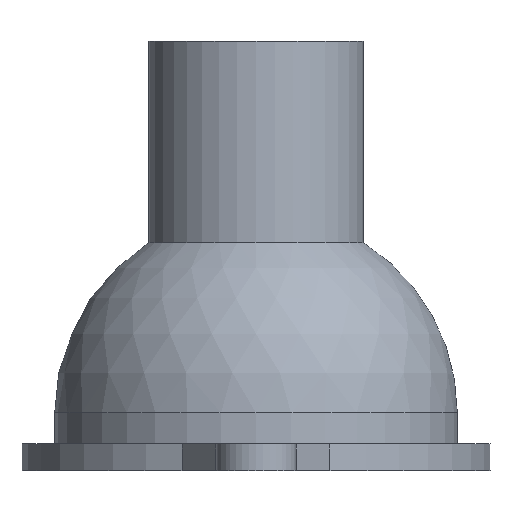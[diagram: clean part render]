
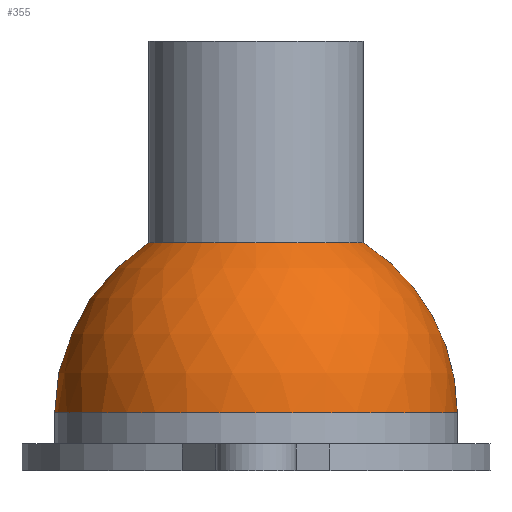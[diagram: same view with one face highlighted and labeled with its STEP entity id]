
A CAD part, front view. The second image highlights one B-rep face of the part: STEP entity #355.
In plain terms, the highlighted spherical face has radius 30 mm.
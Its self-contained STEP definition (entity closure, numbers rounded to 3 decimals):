
#92=FACE_OUTER_BOUND('',#113,.T.);
#113=EDGE_LOOP('',(#254,#255,#256,#257,#258,#259));
#143=CIRCLE('',#398,30.);
#144=CIRCLE('',#399,30.);
#145=CIRCLE('',#400,30.);
#146=CIRCLE('',#401,16.);
#147=CIRCLE('',#402,16.);
#170=VERTEX_POINT('',#568);
#171=VERTEX_POINT('',#569);
#172=VERTEX_POINT('',#572);
#173=VERTEX_POINT('',#574);
#204=EDGE_CURVE('',#170,#171,#143,.T.);
#205=EDGE_CURVE('',#171,#170,#144,.T.);
#206=EDGE_CURVE('',#170,#172,#145,.T.);
#207=EDGE_CURVE('',#172,#173,#146,.T.);
#208=EDGE_CURVE('',#173,#172,#147,.T.);
#254=ORIENTED_EDGE('',*,*,#204,.T.);
#255=ORIENTED_EDGE('',*,*,#205,.T.);
#256=ORIENTED_EDGE('',*,*,#206,.T.);
#257=ORIENTED_EDGE('',*,*,#207,.T.);
#258=ORIENTED_EDGE('',*,*,#208,.T.);
#259=ORIENTED_EDGE('',*,*,#206,.F.);
#354=SPHERICAL_SURFACE('',#397,30.);
#355=ADVANCED_FACE('',(#92),#354,.T.);
#397=AXIS2_PLACEMENT_3D('',#567,#447,#448);
#398=AXIS2_PLACEMENT_3D('',#570,#449,#450);
#399=AXIS2_PLACEMENT_3D('',#571,#451,#452);
#400=AXIS2_PLACEMENT_3D('',#573,#453,#454);
#401=AXIS2_PLACEMENT_3D('',#575,#455,#456);
#402=AXIS2_PLACEMENT_3D('',#576,#457,#458);
#447=DIRECTION('center_axis',(0.,0.,
-1.));
#448=DIRECTION('ref_axis',(-1.,0.,0.));
#449=DIRECTION('center_axis',(0.,0.,1.));
#450=DIRECTION('ref_axis',(-1.,0.,0.));
#451=DIRECTION('center_axis',(0.,0.,1.));
#452=DIRECTION('ref_axis',(-1.,0.,0.));
#453=DIRECTION('center_axis',(0.,-1.,0.));
#454=DIRECTION('ref_axis',(1.,0.,0.));
#455=DIRECTION('center_axis',(0.,0.,-1.));
#456=DIRECTION('ref_axis',(1.,0.,0.));
#457=DIRECTION('center_axis',(0.,0.,-1.));
#458=DIRECTION('ref_axis',(1.,0.,0.));
#567=CARTESIAN_POINT('Origin',(0.,0.,2.623));
#568=CARTESIAN_POINT('',(30.,0.,2.623));
#569=CARTESIAN_POINT('',(-30.,0.,2.623));
#570=CARTESIAN_POINT('Origin',(0.,0.,2.623));
#571=CARTESIAN_POINT('Origin',(0.,0.,2.623));
#572=CARTESIAN_POINT('',(16.,0.,28.));
#573=CARTESIAN_POINT('Origin',(0.,0.,2.623));
#574=CARTESIAN_POINT('',(-16.,0.,28.));
#575=CARTESIAN_POINT('Origin',(0.,0.,28.));
#576=CARTESIAN_POINT('Origin',(0.,0.,28.));
